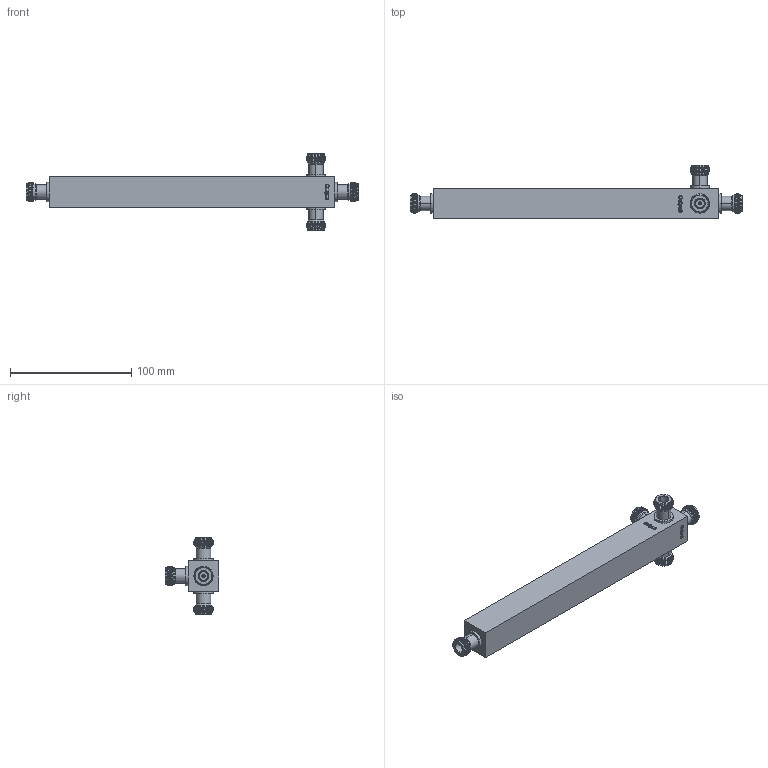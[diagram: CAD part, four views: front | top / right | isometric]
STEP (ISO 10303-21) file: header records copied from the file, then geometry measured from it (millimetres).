
FILE_DESCRIPTION (( 'STEP AP214' ), '1' );
FILE_NAME ('FMDV1143_3D.step', '2023-03-08T23:08:17', ( '' ), ( '' ), 'SwSTEP 2.0', 'SolidWorks 2022', '' );
FILE_SCHEMA (( 'AUTOMOTIVE_DESIGN' ));
Length unit declared in the file: inch
Products named in the file (1): FMDV1143_3D
Bounding box: 274 x 44 x 63 mm (x, y, z)
Volume: 158564.4 mm3; surface area: 31794.6 mm2
Topology: 1 solids, 1 shells, 921 faces, 2448 edges, 1612 vertices
Faces by surface type: plane 474, bspline 247, cylinder 115, cone 85
Entity records: 47003 total; most frequent: CARTESIAN_POINT 25857, ORIENTED_EDGE 4896, DIRECTION 3464, EDGE_CURVE 2448, VERTEX_POINT 1612, VECTOR 1494, LINE 1494, EDGE_LOOP 1004
